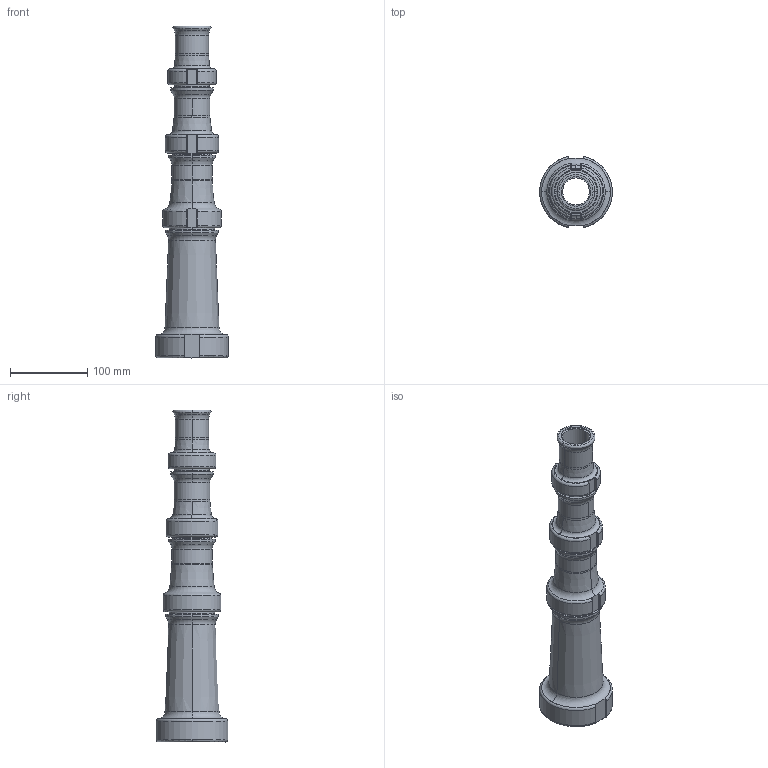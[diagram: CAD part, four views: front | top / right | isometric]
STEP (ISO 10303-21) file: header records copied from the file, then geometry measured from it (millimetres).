
FILE_DESCRIPTION((''),'2;1');
FILE_NAME('2499_00','2012-04-20T',('sobri'),(''),'PRO/ENGINEER BY PARAMETRIC TECHNOLOGY CORPORATION, 2011180','PRO/ENGINEER BY PARAMETRIC TECHNOLOGY CORPORATION, 2011180','');
FILE_SCHEMA(('CONFIG_CONTROL_DESIGN'));
Length unit declared in the file: inch
Products named in the file (1): 2499_00
Bounding box: 94.11 x 92.16 x 429.45 mm (x, y, z)
Surface area: 168527.4 mm2 (no closed solid volume)
Topology: 0 solids, 14 shells, 225 faces, 605 edges, 378 vertices
Faces by surface type: cylinder 74, torus 52, plane 40, bspline 33, cone 26
Entity records: 9390 total; most frequent: CARTESIAN_POINT 3949, DIRECTION 1181, ORIENTED_EDGE 1044, EDGE_CURVE 605, AXIS2_PLACEMENT_3D 508, VERTEX_POINT 378, CIRCLE 316, EDGE_LOOP 239
